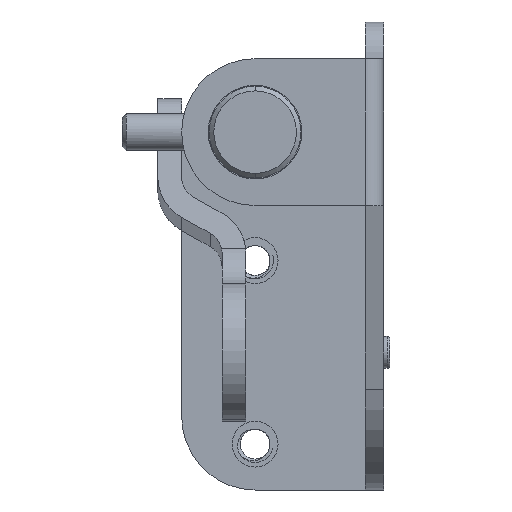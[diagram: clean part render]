
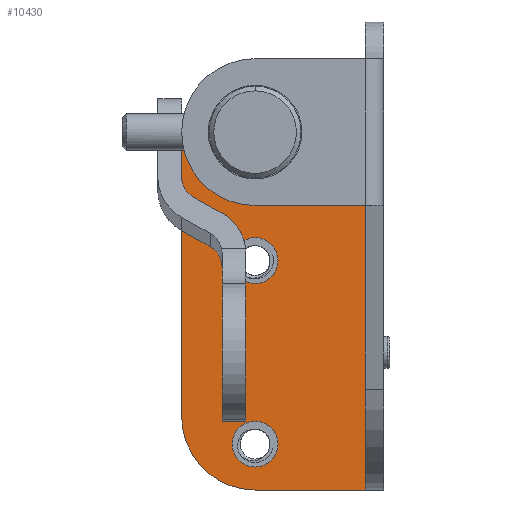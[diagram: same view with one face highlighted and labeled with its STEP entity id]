
A CAD part, left-side view. The second image highlights one B-rep face of the part: STEP entity #10430.
In plain terms, the highlighted face is planar.
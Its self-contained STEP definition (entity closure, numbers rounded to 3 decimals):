
#52 = EDGE_CURVE ( 'NONE', #9373, #6672, #2879, .T. ) ;
#139 = VECTOR ( 'NONE', #3416, 1000. ) ;
#169 = AXIS2_PLACEMENT_3D ( 'NONE', #12067, #4748, #13295 ) ;
#368 = ORIENTED_EDGE ( 'NONE', *, *, #3449, .F. ) ;
#512 = EDGE_CURVE ( 'NONE', #3993, #10139, #7064, .T. ) ;
#531 = DIRECTION ( 'NONE',  ( 0., 0., -1. ) ) ;
#562 = EDGE_LOOP ( 'NONE', ( #2325, #10581 ) ) ;
#595 = VERTEX_POINT ( 'NONE', #13344 ) ;
#629 = EDGE_CURVE ( 'NONE', #6488, #595, #12417, .T. ) ;
#650 = ORIENTED_EDGE ( 'NONE', *, *, #3562, .T. ) ;
#886 = DIRECTION ( 'NONE',  ( 0., 0., 1. ) ) ;
#910 = CARTESIAN_POINT ( 'NONE',  ( -44.65, -8., -37.75 ) ) ;
#1070 = DIRECTION ( 'NONE',  ( 0., 0., 1. ) ) ;
#1155 = ORIENTED_EDGE ( 'NONE', *, *, #5294, .F. ) ;
#1538 = ORIENTED_EDGE ( 'NONE', *, *, #4886, .T. ) ;
#1669 = CARTESIAN_POINT ( 'NONE',  ( -44.65, 0., -38.25 ) ) ;
#1707 = EDGE_LOOP ( 'NONE', ( #1155, #11282 ) ) ;
#1763 = VERTEX_POINT ( 'NONE', #5407 ) ;
#2288 = ORIENTED_EDGE ( 'NONE', *, *, #11119, .T. ) ;
#2325 = ORIENTED_EDGE ( 'NONE', *, *, #5789, .T. ) ;
#2385 = AXIS2_PLACEMENT_3D ( 'NONE', #3729, #12269, #4946 ) ;
#2463 = CARTESIAN_POINT ( 'NONE',  ( -44.65, 0., -20.75 ) ) ;
#2879 = CIRCLE ( 'NONE', #6995, 8. ) ;
#3023 = AXIS2_PLACEMENT_3D ( 'NONE', #7228, #15760, #8479 ) ;
#3253 = CARTESIAN_POINT ( 'NONE',  ( -44.65, 12., 1.25 ) ) ;
#3340 = ORIENTED_EDGE ( 'NONE', *, *, #52, .F. ) ;
#3377 = LINE ( 'NONE', #11910, #139 ) ;
#3400 = DIRECTION ( 'NONE',  ( 0., 1., 0. ) ) ;
#3416 = DIRECTION ( 'NONE',  ( 0., 0., -1. ) ) ;
#3449 = EDGE_CURVE ( 'NONE', #13910, #8538, #3377, .T. ) ;
#3562 = EDGE_CURVE ( 'NONE', #1763, #6293, #6613, .T. ) ;
#3631 = CARTESIAN_POINT ( 'NONE',  ( -44.65, 0., -20.75 ) ) ;
#3690 = DIRECTION ( 'NONE',  ( 0., 0., 1. ) ) ;
#3729 = CARTESIAN_POINT ( 'NONE',  ( -44.65, 0., -37.75 ) ) ;
#3898 = FACE_OUTER_BOUND ( 'NONE', #12070, .T. ) ;
#3993 = VERTEX_POINT ( 'NONE', #9983 ) ;
#4261 = AXIS2_PLACEMENT_3D ( 'NONE', #3631, #12164, #4856 ) ;
#4397 = PLANE ( 'NONE',  #9070 ) ;
#4507 = CARTESIAN_POINT ( 'NONE',  ( -44.65, 0., -6.75 ) ) ;
#4638 = AXIS2_PLACEMENT_3D ( 'NONE', #2463, #11003, #3690 ) ;
#4748 = DIRECTION ( 'NONE',  ( 1., 0., 0. ) ) ;
#4856 = DIRECTION ( 'NONE',  ( 0., 0., 1. ) ) ;
#4886 = EDGE_CURVE ( 'NONE', #9373, #8096, #13110, .T. ) ;
#4946 = DIRECTION ( 'NONE',  ( 0., 0., 1. ) ) ;
#5019 = VECTOR ( 'NONE', #7074, 1000. ) ;
#5024 = ORIENTED_EDGE ( 'NONE', *, *, #9202, .T. ) ;
#5294 = EDGE_CURVE ( 'NONE', #10139, #3993, #14051, .T. ) ;
#5407 = CARTESIAN_POINT ( 'NONE',  ( -44.65, 0., -43.25 ) ) ;
#5413 = VECTOR ( 'NONE', #3400, 1000. ) ;
#5645 = CIRCLE ( 'NONE', #4638, 2.5 ) ;
#5732 = DIRECTION ( 'NONE',  ( 0., 0., 1. ) ) ;
#5789 = EDGE_CURVE ( 'NONE', #595, #6488, #5645, .T. ) ;
#5794 = LINE ( 'NONE', #10729, #5413 ) ;
#6293 = VERTEX_POINT ( 'NONE', #1669 ) ;
#6371 = CIRCLE ( 'NONE', #2385, 8. ) ;
#6488 = VERTEX_POINT ( 'NONE', #7967 ) ;
#6600 = VECTOR ( 'NONE', #531, 1000. ) ;
#6613 = CIRCLE ( 'NONE', #10423, 2.5 ) ;
#6672 = VERTEX_POINT ( 'NONE', #11999 ) ;
#6755 = FACE_BOUND ( 'NONE', #9898, .T. ) ;
#6841 = DIRECTION ( 'NONE',  ( -1., 0., 0. ) ) ;
#6951 = CARTESIAN_POINT ( 'NONE',  ( -44.65, -986., 1.25 ) ) ;
#6995 = AXIS2_PLACEMENT_3D ( 'NONE', #14167, #6841, #15380 ) ;
#7040 = EDGE_CURVE ( 'NONE', #11995, #8096, #6371, .T. ) ;
#7064 = CIRCLE ( 'NONE', #169, 5. ) ;
#7074 = DIRECTION ( 'NONE',  ( 0., 1., 0. ) ) ;
#7228 = CARTESIAN_POINT ( 'NONE',  ( -44.65, 0., -40.75 ) ) ;
#7708 = CIRCLE ( 'NONE', #3023, 2.5 ) ;
#7967 = CARTESIAN_POINT ( 'NONE',  ( -44.65, 0., -23.25 ) ) ;
#8096 = VERTEX_POINT ( 'NONE', #910 ) ;
#8200 = DIRECTION ( 'NONE',  ( -1., 0., 0. ) ) ;
#8377 = DIRECTION ( 'NONE',  ( -1., 0., 0. ) ) ;
#8479 = DIRECTION ( 'NONE',  ( 0., 0., 1. ) ) ;
#8538 = VERTEX_POINT ( 'NONE', #12307 ) ;
#8656 = LINE ( 'NONE', #9546, #5019 ) ;
#9010 = CARTESIAN_POINT ( 'NONE',  ( -44.65, -8., 1.25 ) ) ;
#9070 = AXIS2_PLACEMENT_3D ( 'NONE', #6951, #8200, #886 ) ;
#9202 = EDGE_CURVE ( 'NONE', #11995, #8538, #5794, .T. ) ;
#9237 = CARTESIAN_POINT ( 'NONE',  ( -44.65, 0., -45.75 ) ) ;
#9297 = EDGE_CURVE ( 'NONE', #6672, #13910, #8656, .T. ) ;
#9373 = VERTEX_POINT ( 'NONE', #13316 ) ;
#9546 = CARTESIAN_POINT ( 'NONE',  ( -44.65, -986., 1.25 ) ) ;
#9898 = EDGE_LOOP ( 'NONE', ( #2288, #650 ) ) ;
#9983 = CARTESIAN_POINT ( 'NONE',  ( -44.65, 0., -1.75 ) ) ;
#10021 = FACE_BOUND ( 'NONE', #562, .T. ) ;
#10139 = VERTEX_POINT ( 'NONE', #15174 ) ;
#10423 = AXIS2_PLACEMENT_3D ( 'NONE', #15666, #8377, #1070 ) ;
#10430 = ADVANCED_FACE ( 'NONE', ( #10021, #6755, #3898, #13257 ), #4397, .F. ) ;
#10581 = ORIENTED_EDGE ( 'NONE', *, *, #629, .T. ) ;
#10729 = CARTESIAN_POINT ( 'NONE',  ( -44.65, -986., -45.75 ) ) ;
#11003 = DIRECTION ( 'NONE',  ( -1., 0., 0. ) ) ;
#11119 = EDGE_CURVE ( 'NONE', #6293, #1763, #7708, .T. ) ;
#11282 = ORIENTED_EDGE ( 'NONE', *, *, #512, .F. ) ;
#11910 = CARTESIAN_POINT ( 'NONE',  ( -44.65, 12., -30.75 ) ) ;
#11995 = VERTEX_POINT ( 'NONE', #9237 ) ;
#11999 = CARTESIAN_POINT ( 'NONE',  ( -44.65, 0., 1.25 ) ) ;
#12067 = CARTESIAN_POINT ( 'NONE',  ( -44.65, 0., -6.75 ) ) ;
#12070 = EDGE_LOOP ( 'NONE', ( #1538, #12424, #5024, #368, #13974, #3340 ) ) ;
#12164 = DIRECTION ( 'NONE',  ( -1., 0., 0. ) ) ;
#12269 = DIRECTION ( 'NONE',  ( -1., 0., 0. ) ) ;
#12307 = CARTESIAN_POINT ( 'NONE',  ( -44.65, 12., -45.75 ) ) ;
#12417 = CIRCLE ( 'NONE', #4261, 2.5 ) ;
#12424 = ORIENTED_EDGE ( 'NONE', *, *, #7040, .F. ) ;
#13058 = DIRECTION ( 'NONE',  ( 1., 0., 0. ) ) ;
#13110 = LINE ( 'NONE', #9010, #6600 ) ;
#13257 = FACE_BOUND ( 'NONE', #1707, .T. ) ;
#13295 = DIRECTION ( 'NONE',  ( 0., 0., 1. ) ) ;
#13316 = CARTESIAN_POINT ( 'NONE',  ( -44.65, -8., -6.75 ) ) ;
#13344 = CARTESIAN_POINT ( 'NONE',  ( -44.65, 0., -18.25 ) ) ;
#13910 = VERTEX_POINT ( 'NONE', #3253 ) ;
#13974 = ORIENTED_EDGE ( 'NONE', *, *, #9297, .F. ) ;
#14051 = CIRCLE ( 'NONE', #15708, 5. ) ;
#14167 = CARTESIAN_POINT ( 'NONE',  ( -44.65, 0., -6.75 ) ) ;
#15174 = CARTESIAN_POINT ( 'NONE',  ( -44.65, 0., -11.75 ) ) ;
#15380 = DIRECTION ( 'NONE',  ( 0., 0., 1. ) ) ;
#15666 = CARTESIAN_POINT ( 'NONE',  ( -44.65, 0., -40.75 ) ) ;
#15708 = AXIS2_PLACEMENT_3D ( 'NONE', #4507, #13058, #5732 ) ;
#15760 = DIRECTION ( 'NONE',  ( -1., 0., 0. ) ) ;
